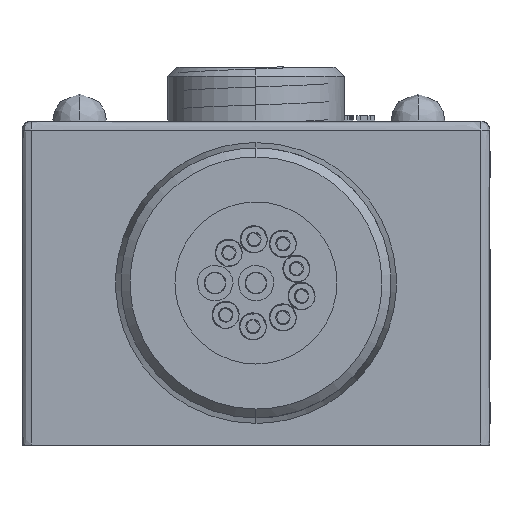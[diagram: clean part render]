
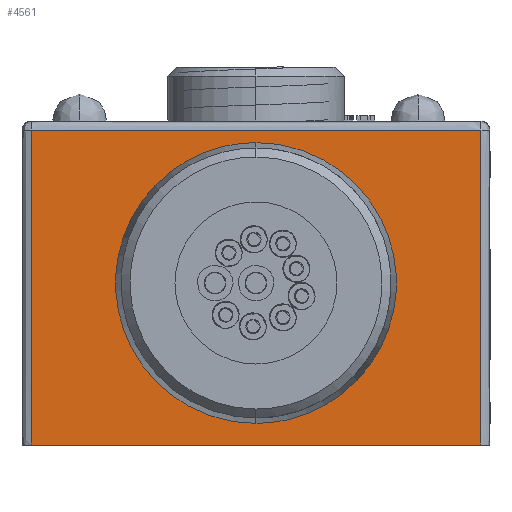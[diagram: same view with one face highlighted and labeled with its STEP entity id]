
A CAD part, left-side view. The second image highlights one B-rep face of the part: STEP entity #4561.
In plain terms, the highlighted free-form (B-spline) face has degree [1, 1] with [2, 2] control points.
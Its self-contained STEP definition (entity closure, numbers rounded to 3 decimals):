
#74=CARTESIAN_POINT('',(-72.5,-12.5,-9.));
#75=VERTEX_POINT('',#74);
#82=CARTESIAN_POINT('',(-72.5,12.5,-9.));
#83=VERTEX_POINT('',#82);
#84=CARTESIAN_POINT('',(-72.5,-12.5,-9.));
#85=CARTESIAN_POINT('',(-72.5,12.5,-9.));
#86=B_SPLINE_CURVE_WITH_KNOTS('',1,(#84,#85),.POLYLINE_FORM.,.F.,.U.,(2,2),(0.,1.),.UNSPECIFIED.);
#87=EDGE_CURVE('',#75,#83,#86,.T.);
#153=CARTESIAN_POINT('',(-72.5,12.5,8.5));
#154=VERTEX_POINT('',#153);
#155=CARTESIAN_POINT('',(-72.5,12.5,-9.));
#156=CARTESIAN_POINT('',(-72.5,12.5,8.5));
#157=B_SPLINE_CURVE_WITH_KNOTS('',1,(#155,#156),.POLYLINE_FORM.,.F.,.U.,(2,2),(0.,1.),.UNSPECIFIED.);
#158=EDGE_CURVE('',#83,#154,#157,.T.);
#4507=CARTESIAN_POINT('',(-72.5,-12.5,8.5));
#4508=VERTEX_POINT('',#4507);
#4515=CARTESIAN_POINT('',(-72.5,-12.5,8.5));
#4516=CARTESIAN_POINT('',(-72.5,-12.5,-9.));
#4517=B_SPLINE_CURVE_WITH_KNOTS('',1,(#4515,#4516),.POLYLINE_FORM.,.F.,.U.,(2,2),(0.,1.),.UNSPECIFIED.);
#4518=EDGE_CURVE('',#4508,#75,#4517,.T.);
#4524=CARTESIAN_POINT('',(-72.5,59.187,-55.187));
#4525=CARTESIAN_POINT('',(-72.5,59.187,37.187));
#4526=CARTESIAN_POINT('',(-72.5,-33.187,-55.187));
#4527=CARTESIAN_POINT('',(-72.5,-33.187,37.187));
#4528=B_SPLINE_SURFACE_WITH_KNOTS('',1,1,((#4524,#4525),(#4526,#4527)),.PLANE_SURF.,.F.,.F.,.U.,(2,2),(2,2),(0.,1.),(0.,1.),.UNSPECIFIED.);
#4529=ORIENTED_EDGE('',*,*,#87,.F.);
#4530=ORIENTED_EDGE('',*,*,#4518,.F.);
#4531=CARTESIAN_POINT('',(-72.5,-12.5,8.5));
#4532=CARTESIAN_POINT('',(-72.5,12.5,8.5));
#4533=B_SPLINE_CURVE_WITH_KNOTS('',1,(#4531,#4532),.POLYLINE_FORM.,.F.,.U.,(2,2),(0.,1.),.UNSPECIFIED.);
#4534=EDGE_CURVE('',#4508,#154,#4533,.T.);
#4535=ORIENTED_EDGE('',*,*,#4534,.T.);
#4536=ORIENTED_EDGE('',*,*,#158,.F.);
#4537=EDGE_LOOP('',(#4529,#4530,#4535,#4536));
#4538=FACE_OUTER_BOUND('',#4537,.T.);
#4539=CARTESIAN_POINT('',(-72.5,0.,7.8));
#4540=VERTEX_POINT('',#4539);
#4541=CARTESIAN_POINT('',(-72.5,0.,-7.8));
#4542=VERTEX_POINT('',#4541);
#4543=CARTESIAN_POINT('',(-72.5,0.,7.8));
#4544=CARTESIAN_POINT('',(-72.5,-7.8,7.8));
#4545=CARTESIAN_POINT('',(-72.5,-7.8,0.));
#4546=CARTESIAN_POINT('',(-72.5,-7.8,-7.8));
#4547=CARTESIAN_POINT('',(-72.5,0.,-7.8));
#4548=(BOUNDED_CURVE()B_SPLINE_CURVE(2,(#4543,#4544,#4545,#4546,#4547),.CIRCULAR_ARC.,.F.,.U.)B_SPLINE_CURVE_WITH_KNOTS((3,2,3),(0.,0.5,1.),.UNSPECIFIED.)CURVE()GEOMETRIC_REPRESENTATION_ITEM()RATIONAL_B_SPLINE_CURVE((1.,0.707,1.,0.707,1.))REPRESENTATION_ITEM(''));
#4549=EDGE_CURVE('',#4540,#4542,#4548,.T.);
#4550=ORIENTED_EDGE('',*,*,#4549,.T.);
#4551=CARTESIAN_POINT('',(-72.5,0.,-7.8));
#4552=CARTESIAN_POINT('',(-72.5,7.8,-7.8));
#4553=CARTESIAN_POINT('',(-72.5,7.8,0.));
#4554=CARTESIAN_POINT('',(-72.5,7.8,7.8));
#4555=CARTESIAN_POINT('',(-72.5,0.,7.8));
#4556=(BOUNDED_CURVE()B_SPLINE_CURVE(2,(#4551,#4552,#4553,#4554,#4555),.CIRCULAR_ARC.,.F.,.U.)B_SPLINE_CURVE_WITH_KNOTS((3,2,3),(0.,0.5,1.),.UNSPECIFIED.)CURVE()GEOMETRIC_REPRESENTATION_ITEM()RATIONAL_B_SPLINE_CURVE((1.,0.707,1.,0.707,1.))REPRESENTATION_ITEM(''));
#4557=EDGE_CURVE('',#4542,#4540,#4556,.T.);
#4558=ORIENTED_EDGE('',*,*,#4557,.T.);
#4559=EDGE_LOOP('',(#4550,#4558));
#4560=FACE_BOUND('',#4559,.T.);
#4561=ADVANCED_FACE('',(#4538,#4560),#4528,.T.);
